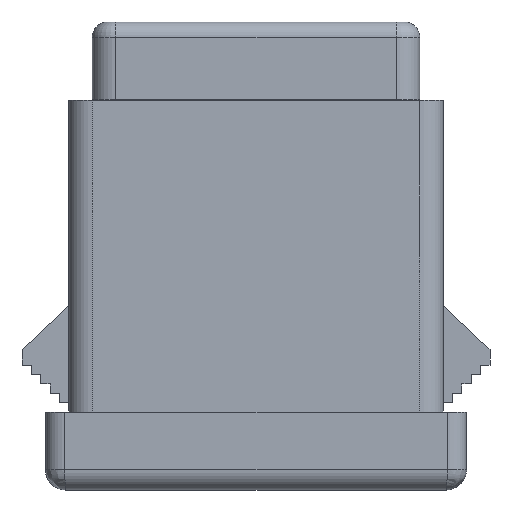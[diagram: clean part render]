
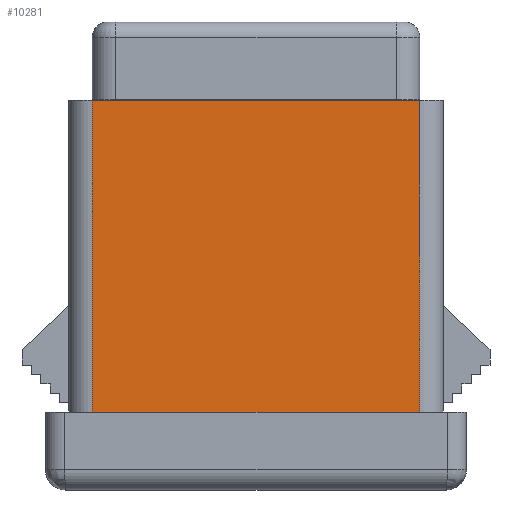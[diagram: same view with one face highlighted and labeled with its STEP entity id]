
A CAD part, left-side view. The second image highlights one B-rep face of the part: STEP entity #10281.
In plain terms, the highlighted planar face has unit normal (-1, 0, 0).
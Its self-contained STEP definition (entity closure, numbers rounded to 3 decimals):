
#152 = DIRECTION ( 'NONE',  ( 0., 1., 0. ) ) ;
#435 = VECTOR ( 'NONE', #939, 1000. ) ;
#939 = DIRECTION ( 'NONE',  ( 0., -1., 0. ) ) ;
#1471 = CARTESIAN_POINT ( 'NONE',  ( -12., -10.5, 20. ) ) ;
#1514 = DIRECTION ( 'NONE',  ( 0., 0., -1. ) ) ;
#1843 = CARTESIAN_POINT ( 'NONE',  ( -12., 12., 20. ) ) ;
#2237 = VERTEX_POINT ( 'NONE', #17305 ) ;
#2489 = CARTESIAN_POINT ( 'NONE',  ( -12., 12., 20. ) ) ;
#3217 = DIRECTION ( 'NONE',  ( 0., 0., 1. ) ) ;
#4371 = VERTEX_POINT ( 'NONE', #19219 ) ;
#5016 = CARTESIAN_POINT ( 'NONE',  ( -12., 10.5, 20. ) ) ;
#5617 = LINE ( 'NONE', #11332, #435 ) ;
#6161 = EDGE_CURVE ( 'NONE', #8175, #2237, #9814, .T. ) ;
#6423 = AXIS2_PLACEMENT_3D ( 'NONE', #1843, #10536, #152 ) ;
#7101 = LINE ( 'NONE', #1471, #20362 ) ;
#7712 = FACE_OUTER_BOUND ( 'NONE', #16441, .T. ) ;
#8175 = VERTEX_POINT ( 'NONE', #21491 ) ;
#8530 = ORIENTED_EDGE ( 'NONE', *, *, #19027, .T. ) ;
#9103 = EDGE_CURVE ( 'NONE', #2237, #4371, #5617, .T. ) ;
#9814 = LINE ( 'NONE', #5016, #14423 ) ;
#10281 = ADVANCED_FACE ( 'NONE', ( #7712 ), #20909, .F. ) ;
#10536 = DIRECTION ( 'NONE',  ( 1., 0., 0. ) ) ;
#10691 = VECTOR ( 'NONE', #12859, 1000. ) ;
#11332 = CARTESIAN_POINT ( 'NONE',  ( -12., 12., 0. ) ) ;
#12008 = CARTESIAN_POINT ( 'NONE',  ( -12., -10.5, 20. ) ) ;
#12859 = DIRECTION ( 'NONE',  ( 0., -1., 0. ) ) ;
#13172 = ORIENTED_EDGE ( 'NONE', *, *, #9103, .T. ) ;
#13971 = ORIENTED_EDGE ( 'NONE', *, *, #16562, .F. ) ;
#14423 = VECTOR ( 'NONE', #1514, 1000. ) ;
#15566 = ORIENTED_EDGE ( 'NONE', *, *, #6161, .T. ) ;
#15778 = VERTEX_POINT ( 'NONE', #12008 ) ;
#16441 = EDGE_LOOP ( 'NONE', ( #13172, #8530, #13971, #15566 ) ) ;
#16562 = EDGE_CURVE ( 'NONE', #8175, #15778, #19358, .T. ) ;
#17305 = CARTESIAN_POINT ( 'NONE',  ( -12., 10.5, 0. ) ) ;
#19027 = EDGE_CURVE ( 'NONE', #4371, #15778, #7101, .T. ) ;
#19219 = CARTESIAN_POINT ( 'NONE',  ( -12., -10.5, 0. ) ) ;
#19358 = LINE ( 'NONE', #2489, #10691 ) ;
#20362 = VECTOR ( 'NONE', #3217, 1000. ) ;
#20909 = PLANE ( 'NONE',  #6423 ) ;
#21491 = CARTESIAN_POINT ( 'NONE',  ( -12., 10.5, 20. ) ) ;
